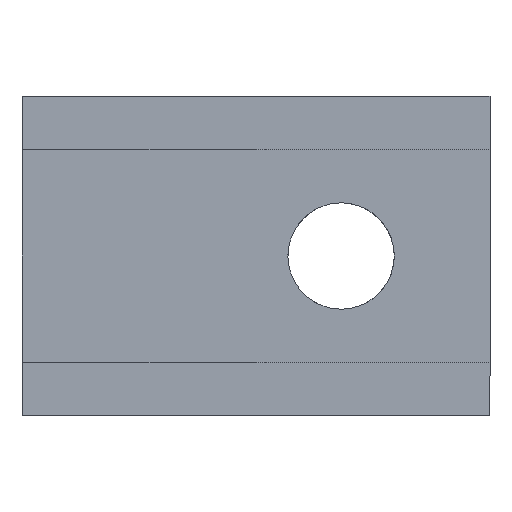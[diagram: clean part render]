
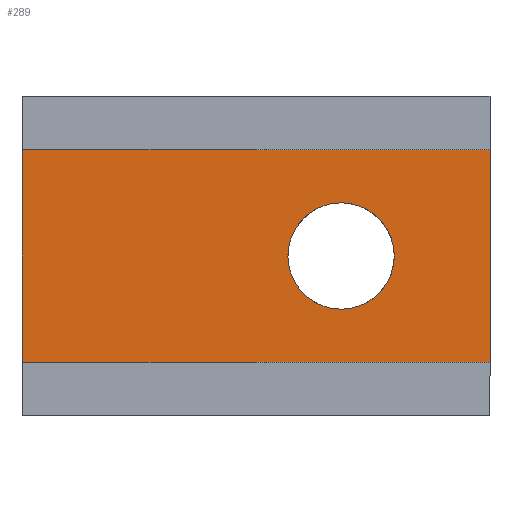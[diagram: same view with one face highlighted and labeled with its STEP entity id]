
A CAD part, front view. The second image highlights one B-rep face of the part: STEP entity #289.
In plain terms, the highlighted planar face has unit normal (0, -1, 0).
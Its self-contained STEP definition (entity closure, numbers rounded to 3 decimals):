
#26 = ORIENTED_EDGE ( 'NONE', *, *, #1507, .F. ) ;
#45 = VERTEX_POINT ( 'NONE', #1808 ) ;
#54 = DIRECTION ( 'NONE',  ( 0., 0., -1. ) ) ;
#74 = LINE ( 'NONE', #864, #1251 ) ;
#99 = AXIS2_PLACEMENT_3D ( 'NONE', #353, #1569, #1124 ) ;
#145 = ORIENTED_EDGE ( 'NONE', *, *, #1485, .T. ) ;
#194 = LINE ( 'NONE', #804, #1311 ) ;
#204 = AXIS2_PLACEMENT_3D ( 'NONE', #1622, #1158, #1133 ) ;
#244 = CARTESIAN_POINT ( 'NONE',  ( 4., 0., -2.5 ) ) ;
#253 = DIRECTION ( 'NONE',  ( 1., 0., 0. ) ) ;
#255 = VECTOR ( 'NONE', #595, 1000. ) ;
#289 = ADVANCED_FACE ( 'NONE', ( #505, #1114 ), #1727, .F. ) ;
#350 = EDGE_CURVE ( 'NONE', #1305, #970, #778, .T. ) ;
#353 = CARTESIAN_POINT ( 'NONE',  ( 0., 0., 0. ) ) ;
#366 = CARTESIAN_POINT ( 'NONE',  ( -11., 0., -5. ) ) ;
#428 = ORIENTED_EDGE ( 'NONE', *, *, #622, .T. ) ;
#436 = CARTESIAN_POINT ( 'NONE',  ( 11., 0., -5. ) ) ;
#441 = CARTESIAN_POINT ( 'NONE',  ( -11., 0., 5. ) ) ;
#505 = FACE_BOUND ( 'NONE', #1489, .T. ) ;
#529 = CARTESIAN_POINT ( 'NONE',  ( -11., 0., -5. ) ) ;
#553 = AXIS2_PLACEMENT_3D ( 'NONE', #1881, #1574, #1556 ) ;
#595 = DIRECTION ( 'NONE',  ( 1., 0., 0. ) ) ;
#622 = EDGE_CURVE ( 'NONE', #1587, #849, #1460, .T. ) ;
#646 = ORIENTED_EDGE ( 'NONE', *, *, #350, .F. ) ;
#685 = VERTEX_POINT ( 'NONE', #244 ) ;
#690 = DIRECTION ( 'NONE',  ( 0., 0., 1. ) ) ;
#741 = CARTESIAN_POINT ( 'NONE',  ( 11., 0., 5. ) ) ;
#778 = LINE ( 'NONE', #441, #255 ) ;
#804 = CARTESIAN_POINT ( 'NONE',  ( 11., 0., -7.5 ) ) ;
#841 = CARTESIAN_POINT ( 'NONE',  ( -11., 0., 5. ) ) ;
#849 = VERTEX_POINT ( 'NONE', #436 ) ;
#864 = CARTESIAN_POINT ( 'NONE',  ( -11., 0., -7.5 ) ) ;
#883 = EDGE_LOOP ( 'NONE', ( #646, #1885, #428, #26 ) ) ;
#970 = VERTEX_POINT ( 'NONE', #741 ) ;
#1047 = ORIENTED_EDGE ( 'NONE', *, *, #1318, .T. ) ;
#1114 = FACE_OUTER_BOUND ( 'NONE', #883, .T. ) ;
#1124 = DIRECTION ( 'NONE',  ( 0., 0., 1. ) ) ;
#1133 = DIRECTION ( 'NONE',  ( 0., 0., 1. ) ) ;
#1158 = DIRECTION ( 'NONE',  ( 0., 1., 0. ) ) ;
#1161 = CIRCLE ( 'NONE', #553, 2.5 ) ;
#1251 = VECTOR ( 'NONE', #690, 1000. ) ;
#1305 = VERTEX_POINT ( 'NONE', #841 ) ;
#1311 = VECTOR ( 'NONE', #54, 1000. ) ;
#1318 = EDGE_CURVE ( 'NONE', #45, #685, #1600, .T. ) ;
#1460 = LINE ( 'NONE', #529, #1923 ) ;
#1485 = EDGE_CURVE ( 'NONE', #685, #45, #1161, .T. ) ;
#1489 = EDGE_LOOP ( 'NONE', ( #1047, #145 ) ) ;
#1507 = EDGE_CURVE ( 'NONE', #970, #849, #194, .T. ) ;
#1556 = DIRECTION ( 'NONE',  ( 0., 0., 1. ) ) ;
#1569 = DIRECTION ( 'NONE',  ( 0., 1., 0. ) ) ;
#1574 = DIRECTION ( 'NONE',  ( 0., 1., 0. ) ) ;
#1587 = VERTEX_POINT ( 'NONE', #366 ) ;
#1600 = CIRCLE ( 'NONE', #204, 2.5 ) ;
#1614 = EDGE_CURVE ( 'NONE', #1587, #1305, #74, .T. ) ;
#1622 = CARTESIAN_POINT ( 'NONE',  ( 4., 0., 0. ) ) ;
#1727 = PLANE ( 'NONE',  #99 ) ;
#1808 = CARTESIAN_POINT ( 'NONE',  ( 4., 0., 2.5 ) ) ;
#1881 = CARTESIAN_POINT ( 'NONE',  ( 4., 0., 0. ) ) ;
#1885 = ORIENTED_EDGE ( 'NONE', *, *, #1614, .F. ) ;
#1923 = VECTOR ( 'NONE', #253, 1000. ) ;
